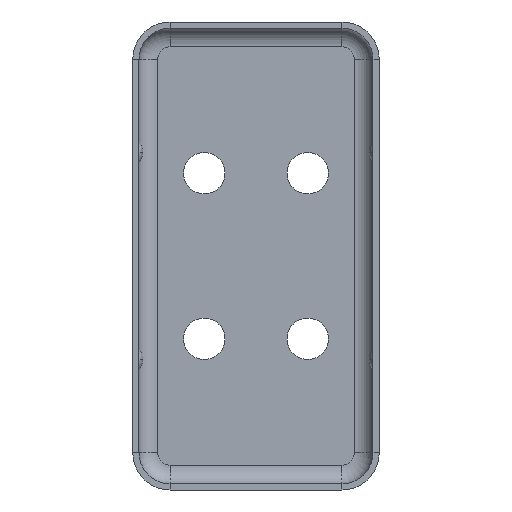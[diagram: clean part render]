
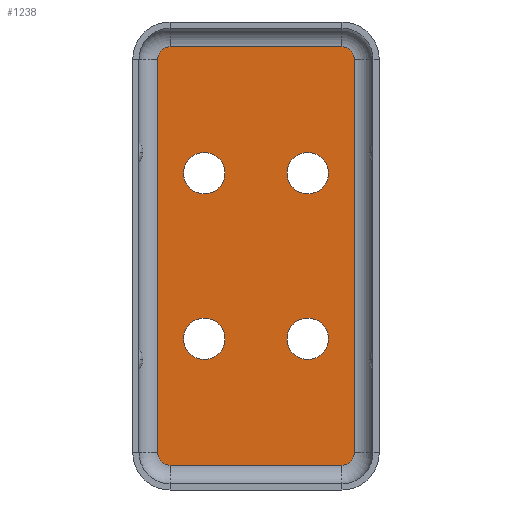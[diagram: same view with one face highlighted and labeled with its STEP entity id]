
A CAD part, front view. The second image highlights one B-rep face of the part: STEP entity #1238.
In plain terms, the highlighted planar face has unit normal (0, -1, 0).
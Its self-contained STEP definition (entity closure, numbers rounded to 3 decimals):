
#24 = CARTESIAN_POINT ( 'NONE',  ( -2.5, 0., -4. ) ) ;
#28 = VERTEX_POINT ( 'NONE', #61 ) ;
#34 = ORIENTED_EDGE ( 'NONE', *, *, #323, .F. ) ;
#40 = CARTESIAN_POINT ( 'NONE',  ( 2.5, 0., 4. ) ) ;
#61 = CARTESIAN_POINT ( 'NONE',  ( -2.5, 0., 5. ) ) ;
#73 = AXIS2_PLACEMENT_3D ( 'NONE', #1863, #978, #1119 ) ;
#82 = VERTEX_POINT ( 'NONE', #489 ) ;
#89 = CARTESIAN_POINT ( 'NONE',  ( 2.5, 0., -3. ) ) ;
#117 = FACE_BOUND ( 'NONE', #1655, .T. ) ;
#121 = CARTESIAN_POINT ( 'NONE',  ( 2.5, 0., -4. ) ) ;
#132 = ORIENTED_EDGE ( 'NONE', *, *, #1762, .F. ) ;
#152 = DIRECTION ( 'NONE',  ( 0., 0., -1. ) ) ;
#177 = VERTEX_POINT ( 'NONE', #837 ) ;
#220 = CARTESIAN_POINT ( 'NONE',  ( -4.15, 0., -9.5 ) ) ;
#228 = EDGE_CURVE ( 'NONE', #732, #82, #467, .T. ) ;
#229 = EDGE_LOOP ( 'NONE', ( #1491, #132 ) ) ;
#234 = DIRECTION ( 'NONE',  ( 0., -1., 0. ) ) ;
#264 = EDGE_CURVE ( 'NONE', #177, #357, #867, .T. ) ;
#289 = CIRCLE ( 'NONE', #1785, 1. ) ;
#297 = ORIENTED_EDGE ( 'NONE', *, *, #228, .T. ) ;
#306 = EDGE_CURVE ( 'NONE', #28, #848, #985, .T. ) ;
#323 = EDGE_CURVE ( 'NONE', #1469, #1737, #1821, .T. ) ;
#330 = AXIS2_PLACEMENT_3D ( 'NONE', #1333, #1502, #152 ) ;
#333 = EDGE_CURVE ( 'NONE', #848, #28, #289, .T. ) ;
#340 = DIRECTION ( 'NONE',  ( 0., 0., -1. ) ) ;
#357 = VERTEX_POINT ( 'NONE', #1716 ) ;
#372 = AXIS2_PLACEMENT_3D ( 'NONE', #40, #1104, #788 ) ;
#374 = AXIS2_PLACEMENT_3D ( 'NONE', #1252, #234, #1272 ) ;
#381 = DIRECTION ( 'NONE',  ( 0., -1., 0. ) ) ;
#390 = PLANE ( 'NONE',  #1057 ) ;
#398 = CARTESIAN_POINT ( 'NONE',  ( 4.15, 0., -9.5 ) ) ;
#415 = EDGE_LOOP ( 'NONE', ( #1887, #1025 ) ) ;
#427 = EDGE_LOOP ( 'NONE', ( #473, #1124 ) ) ;
#429 = VERTEX_POINT ( 'NONE', #1877 ) ;
#467 = CIRCLE ( 'NONE', #372, 1. ) ;
#473 = ORIENTED_EDGE ( 'NONE', *, *, #333, .F. ) ;
#474 = CIRCLE ( 'NONE', #1328, 0.6 ) ;
#476 = CARTESIAN_POINT ( 'NONE',  ( 4.15, 0., -9.5 ) ) ;
#478 = DIRECTION ( 'NONE',  ( 0., 0., -1. ) ) ;
#489 = CARTESIAN_POINT ( 'NONE',  ( 2.5, 0., 3. ) ) ;
#515 = DIRECTION ( 'NONE',  ( -1., 0., 0. ) ) ;
#524 = VERTEX_POINT ( 'NONE', #845 ) ;
#531 = CARTESIAN_POINT ( 'NONE',  ( 4.15, 0., 10.1 ) ) ;
#536 = FACE_BOUND ( 'NONE', #427, .T. ) ;
#554 = AXIS2_PLACEMENT_3D ( 'NONE', #960, #795, #1691 ) ;
#606 = DIRECTION ( 'NONE',  ( -1., 0., 0. ) ) ;
#642 = DIRECTION ( 'NONE',  ( 0., 0., -1. ) ) ;
#668 = DIRECTION ( 'NONE',  ( 0., 0., -1. ) ) ;
#671 = DIRECTION ( 'NONE',  ( 0., 0., 1. ) ) ;
#676 = CARTESIAN_POINT ( 'NONE',  ( 2.5, 0., -5. ) ) ;
#685 = CARTESIAN_POINT ( 'NONE',  ( 4.75, 0., 9.5 ) ) ;
#732 = VERTEX_POINT ( 'NONE', #1751 ) ;
#744 = ORIENTED_EDGE ( 'NONE', *, *, #1511, .T. ) ;
#749 = CIRCLE ( 'NONE', #330, 1. ) ;
#772 = DIRECTION ( 'NONE',  ( 0., 1., 0. ) ) ;
#788 = DIRECTION ( 'NONE',  ( 0., 0., 1. ) ) ;
#795 = DIRECTION ( 'NONE',  ( 0., -1., 0. ) ) ;
#805 = AXIS2_PLACEMENT_3D ( 'NONE', #1485, #1362, #478 ) ;
#837 = CARTESIAN_POINT ( 'NONE',  ( 4.15, 0., -10.1 ) ) ;
#845 = CARTESIAN_POINT ( 'NONE',  ( -4.75, 0., 9.5 ) ) ;
#848 = VERTEX_POINT ( 'NONE', #1185 ) ;
#850 = CIRCLE ( 'NONE', #1496, 0.6 ) ;
#866 = DIRECTION ( 'NONE',  ( 0., 0., -1. ) ) ;
#867 = LINE ( 'NONE', #1397, #1514 ) ;
#877 = AXIS2_PLACEMENT_3D ( 'NONE', #24, #1364, #340 ) ;
#886 = ORIENTED_EDGE ( 'NONE', *, *, #1727, .F. ) ;
#890 = ORIENTED_EDGE ( 'NONE', *, *, #1315, .F. ) ;
#899 = AXIS2_PLACEMENT_3D ( 'NONE', #1128, #1351, #606 ) ;
#916 = ORIENTED_EDGE ( 'NONE', *, *, #1317, .T. ) ;
#931 = DIRECTION ( 'NONE',  ( 0., 0., -1. ) ) ;
#953 = FACE_OUTER_BOUND ( 'NONE', #1619, .T. ) ;
#960 = CARTESIAN_POINT ( 'NONE',  ( -2.5, 0., 4. ) ) ;
#978 = DIRECTION ( 'NONE',  ( 0., 1., 0. ) ) ;
#980 = DIRECTION ( 'NONE',  ( 0., -1., 0. ) ) ;
#985 = CIRCLE ( 'NONE', #554, 1. ) ;
#1025 = ORIENTED_EDGE ( 'NONE', *, *, #1896, .T. ) ;
#1045 = EDGE_CURVE ( 'NONE', #1801, #1378, #1859, .T. ) ;
#1057 = AXIS2_PLACEMENT_3D ( 'NONE', #398, #1870, #668 ) ;
#1104 = DIRECTION ( 'NONE',  ( 0., 1., 0. ) ) ;
#1115 = EDGE_CURVE ( 'NONE', #524, #1780, #1692, .T. ) ;
#1119 = DIRECTION ( 'NONE',  ( 0., 0., 1. ) ) ;
#1124 = ORIENTED_EDGE ( 'NONE', *, *, #306, .F. ) ;
#1128 = CARTESIAN_POINT ( 'NONE',  ( -4.15, 0., 9.5 ) ) ;
#1144 = CIRCLE ( 'NONE', #1294, 1. ) ;
#1166 = CARTESIAN_POINT ( 'NONE',  ( -4.75, 0., -9.5 ) ) ;
#1185 = CARTESIAN_POINT ( 'NONE',  ( -2.5, 0., 3. ) ) ;
#1217 = EDGE_CURVE ( 'NONE', #1469, #1826, #1745, .T. ) ;
#1221 = CARTESIAN_POINT ( 'NONE',  ( -2.5, 0., -5. ) ) ;
#1238 = ADVANCED_FACE ( 'NONE', ( #1901, #953, #117, #1413, #536 ), #390, .T. ) ;
#1252 = CARTESIAN_POINT ( 'NONE',  ( 4.15, 0., 9.5 ) ) ;
#1257 = VERTEX_POINT ( 'NONE', #89 ) ;
#1259 = EDGE_CURVE ( 'NONE', #82, #732, #1508, .T. ) ;
#1272 = DIRECTION ( 'NONE',  ( 1., 0., 0. ) ) ;
#1294 = AXIS2_PLACEMENT_3D ( 'NONE', #121, #1614, #866 ) ;
#1309 = ORIENTED_EDGE ( 'NONE', *, *, #1217, .T. ) ;
#1315 = EDGE_CURVE ( 'NONE', #524, #429, #1361, .T. ) ;
#1317 = EDGE_CURVE ( 'NONE', #1826, #429, #1814, .T. ) ;
#1328 = AXIS2_PLACEMENT_3D ( 'NONE', #220, #980, #515 ) ;
#1331 = ORIENTED_EDGE ( 'NONE', *, *, #1115, .T. ) ;
#1333 = CARTESIAN_POINT ( 'NONE',  ( -2.5, 0., -4. ) ) ;
#1351 = DIRECTION ( 'NONE',  ( 0., 1., 0. ) ) ;
#1361 = CIRCLE ( 'NONE', #899, 0.6 ) ;
#1362 = DIRECTION ( 'NONE',  ( 0., -1., 0. ) ) ;
#1364 = DIRECTION ( 'NONE',  ( 0., 1., 0. ) ) ;
#1378 = VERTEX_POINT ( 'NONE', #1221 ) ;
#1387 = EDGE_CURVE ( 'NONE', #1257, #1467, #1405, .T. ) ;
#1397 = CARTESIAN_POINT ( 'NONE',  ( 4.15, 0., -10.1 ) ) ;
#1405 = CIRCLE ( 'NONE', #805, 1. ) ;
#1407 = DIRECTION ( 'NONE',  ( -1., 0., 0. ) ) ;
#1413 = FACE_BOUND ( 'NONE', #415, .T. ) ;
#1438 = VECTOR ( 'NONE', #931, 1000. ) ;
#1467 = VERTEX_POINT ( 'NONE', #676 ) ;
#1469 = VERTEX_POINT ( 'NONE', #685 ) ;
#1473 = ORIENTED_EDGE ( 'NONE', *, *, #1259, .T. ) ;
#1485 = CARTESIAN_POINT ( 'NONE',  ( 2.5, 0., -4. ) ) ;
#1488 = ORIENTED_EDGE ( 'NONE', *, *, #264, .F. ) ;
#1491 = ORIENTED_EDGE ( 'NONE', *, *, #1387, .F. ) ;
#1496 = AXIS2_PLACEMENT_3D ( 'NONE', #476, #772, #1818 ) ;
#1502 = DIRECTION ( 'NONE',  ( 0., 1., 0. ) ) ;
#1508 = CIRCLE ( 'NONE', #73, 1. ) ;
#1511 = EDGE_CURVE ( 'NONE', #1780, #357, #474, .T. ) ;
#1514 = VECTOR ( 'NONE', #1407, 1000. ) ;
#1535 = CARTESIAN_POINT ( 'NONE',  ( 4.75, 0., 0. ) ) ;
#1542 = CARTESIAN_POINT ( 'NONE',  ( 4.75, 0., -9.5 ) ) ;
#1556 = VECTOR ( 'NONE', #1724, 1000. ) ;
#1559 = CARTESIAN_POINT ( 'NONE',  ( -2.5, 0., 4. ) ) ;
#1614 = DIRECTION ( 'NONE',  ( 0., -1., 0. ) ) ;
#1619 = EDGE_LOOP ( 'NONE', ( #1488, #886, #34, #1309, #916, #890, #1331, #744 ) ) ;
#1621 = CARTESIAN_POINT ( 'NONE',  ( 4.15, 0., 10.1 ) ) ;
#1655 = EDGE_LOOP ( 'NONE', ( #1473, #297 ) ) ;
#1684 = CARTESIAN_POINT ( 'NONE',  ( -4.75, 0., 0. ) ) ;
#1691 = DIRECTION ( 'NONE',  ( 0., 0., 1. ) ) ;
#1692 = LINE ( 'NONE', #1684, #1438 ) ;
#1716 = CARTESIAN_POINT ( 'NONE',  ( -4.15, 0., -10.1 ) ) ;
#1724 = DIRECTION ( 'NONE',  ( -1., 0., 0. ) ) ;
#1727 = EDGE_CURVE ( 'NONE', #1737, #177, #850, .T. ) ;
#1737 = VERTEX_POINT ( 'NONE', #1542 ) ;
#1745 = CIRCLE ( 'NONE', #374, 0.6 ) ;
#1751 = CARTESIAN_POINT ( 'NONE',  ( 2.5, 0., 5. ) ) ;
#1762 = EDGE_CURVE ( 'NONE', #1467, #1257, #1144, .T. ) ;
#1769 = CARTESIAN_POINT ( 'NONE',  ( -2.5, 0., -3. ) ) ;
#1780 = VERTEX_POINT ( 'NONE', #1166 ) ;
#1785 = AXIS2_PLACEMENT_3D ( 'NONE', #1559, #381, #671 ) ;
#1794 = VECTOR ( 'NONE', #642, 1000. ) ;
#1801 = VERTEX_POINT ( 'NONE', #1769 ) ;
#1814 = LINE ( 'NONE', #531, #1556 ) ;
#1818 = DIRECTION ( 'NONE',  ( 1., 0., 0. ) ) ;
#1821 = LINE ( 'NONE', #1535, #1794 ) ;
#1826 = VERTEX_POINT ( 'NONE', #1621 ) ;
#1859 = CIRCLE ( 'NONE', #877, 1. ) ;
#1863 = CARTESIAN_POINT ( 'NONE',  ( 2.5, 0., 4. ) ) ;
#1870 = DIRECTION ( 'NONE',  ( 0., -1., 0. ) ) ;
#1877 = CARTESIAN_POINT ( 'NONE',  ( -4.15, 0., 10.1 ) ) ;
#1887 = ORIENTED_EDGE ( 'NONE', *, *, #1045, .T. ) ;
#1896 = EDGE_CURVE ( 'NONE', #1378, #1801, #749, .T. ) ;
#1901 = FACE_BOUND ( 'NONE', #229, .T. ) ;
